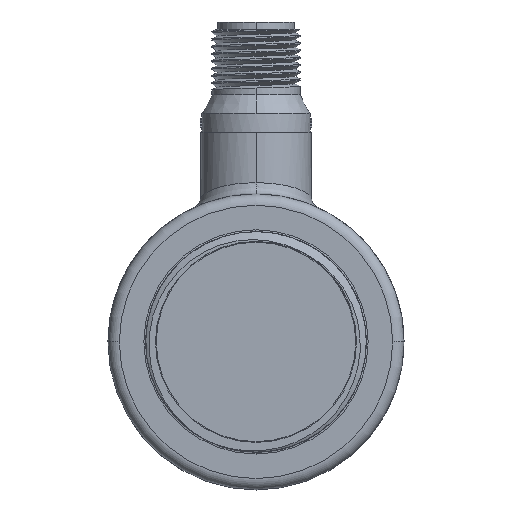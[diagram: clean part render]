
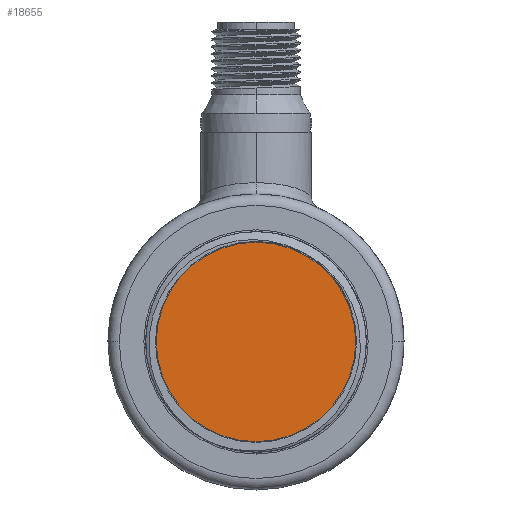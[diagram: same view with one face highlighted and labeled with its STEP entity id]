
A CAD part, front view. The second image highlights one B-rep face of the part: STEP entity #18655.
In plain terms, the highlighted planar face has unit normal (0, -1, 0).
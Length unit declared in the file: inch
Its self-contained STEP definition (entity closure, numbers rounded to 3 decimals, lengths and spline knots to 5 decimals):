
#5137=CARTESIAN_POINT('',(0.,-1.34517,0.));
#5138=DIRECTION('',(0.,-1.,0.));
#5139=DIRECTION('',(0.,0.,-1.));
#5140=AXIS2_PLACEMENT_3D('',#5137,#5138,#5139);
#5151=CARTESIAN_POINT('',(0.,-1.34517,0.));
#5152=DIRECTION('',(0.,1.,0.));
#5153=DIRECTION('',(0.,0.,-1.));
#5154=AXIS2_PLACEMENT_3D('',#5151,#5152,#5153);
#12956=CARTESIAN_POINT('',(0.,-1.34517,-0.53346));
#12957=CARTESIAN_POINT('',(0.,-1.34517,0.53346));
#12958=VERTEX_POINT('',#12956);
#12959=VERTEX_POINT('',#12957);
#18646=CARTESIAN_POINT('',(0.,-1.34517,0.));
#18647=DIRECTION('',(0.,-1.,0.));
#18648=DIRECTION('',(0.,0.,1.));
#18649=AXIS2_PLACEMENT_3D('',#18646,#18647,#18648);
#18650=PLANE('',#18649);
#18651=ORIENTED_EDGE('',*,*,#18626,.F.);
#18652=ORIENTED_EDGE('',*,*,#18640,.T.);
#18653=EDGE_LOOP('',(#18651,#18652));
#18654=FACE_OUTER_BOUND('',#18653,.F.);
#18655=ADVANCED_FACE('',(#18654),#18650,.T.);
#5141=CIRCLE('',#5140,0.53346);
#5155=CIRCLE('',#5154,0.53346);
#18626=EDGE_CURVE('',#12958,#12959,#5141,.T.);
#18640=EDGE_CURVE('',#12958,#12959,#5155,.T.);
